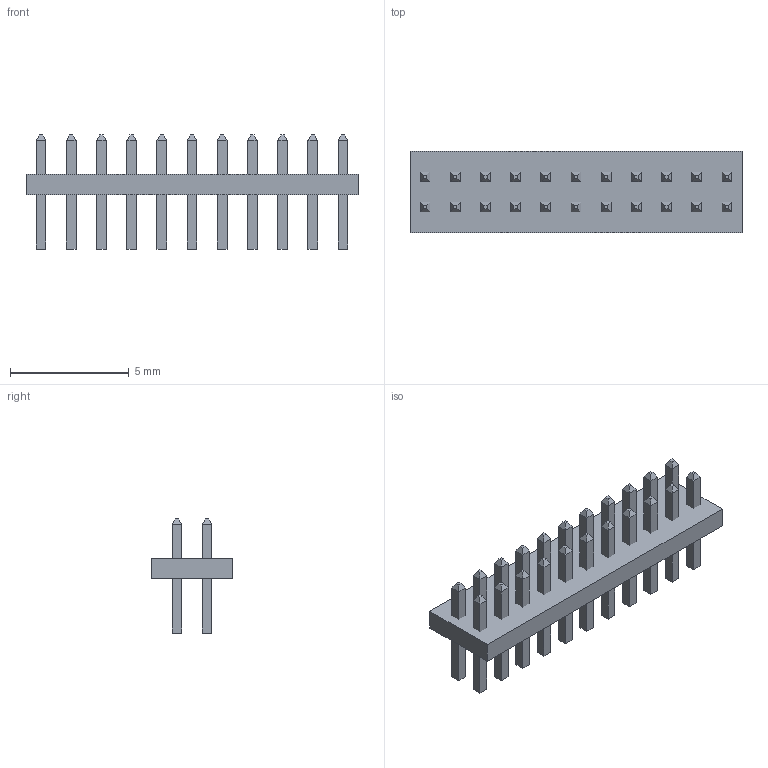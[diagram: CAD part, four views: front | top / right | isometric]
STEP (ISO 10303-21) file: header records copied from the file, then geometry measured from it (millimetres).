
FILE_DESCRIPTION(/* description */ (''),/* implementation_level */ '2;1');
FILE_NAME(/* name */ 'SAMTEC_FTS-111-03-L-D.stp',/* time_stamp */ '2016-03-01T11:15:37+01:00',/* author */ ('riccim'),/* organization */ (''),/* preprocessor_version */ 'ST-DEVELOPER v15.5',/* originating_system */ 'AutoCAD Mechanical',/* authorisation */ ' ');
FILE_SCHEMA (('AUTOMOTIVE_DESIGN { 1 0 10303 214 3 1 1 }'));
Length unit declared in the file: millimetre
Products named in the file (1): Product
Bounding box: 13.97 x 3.43 x 4.8 mm (x, y, z)
Volume: 66.2 mm3; surface area: 384.5 mm2
Topology: 3 solids, 3 shells, 274 faces, 716 edges, 448 vertices
Faces by surface type: plane 274
Entity records: 8160 total; most frequent: CARTESIAN_POINT 1439, ORIENTED_EDGE 1432, DIRECTION 1266, LINE 716, VECTOR 716, EDGE_CURVE 716, VERTEX_POINT 448, AXIS2_PLACEMENT_3D 275
